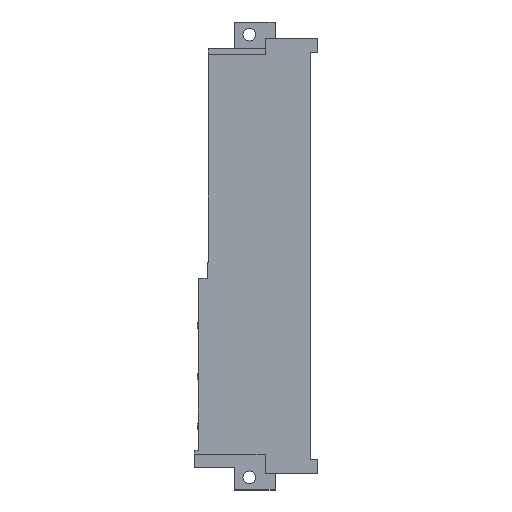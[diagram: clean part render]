
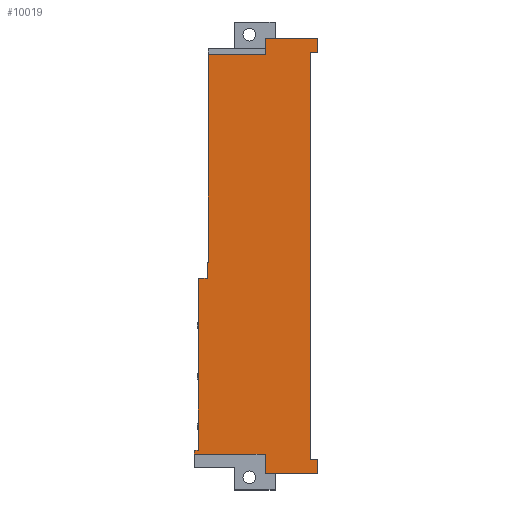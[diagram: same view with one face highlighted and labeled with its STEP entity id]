
A CAD part, top view. The second image highlights one B-rep face of the part: STEP entity #10019.
In plain terms, the highlighted planar face has unit normal (0, 0, 1).
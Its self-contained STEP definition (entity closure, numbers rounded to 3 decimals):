
#7280=CARTESIAN_POINT('',(10.77,3.62,11.22));
#7281=VERTEX_POINT('',#7280);
#7282=CARTESIAN_POINT('',(-0.68,3.62,11.22));
#7283=VERTEX_POINT('',#7282);
#7284=CARTESIAN_POINT('',(10.77,3.62,11.22));
#7285=DIRECTION('',(-1.0,0.0,0.0));
#7286=VECTOR('',#7285,11.45);
#7287=LINE('',#7284,#7286);
#7288=EDGE_CURVE('',#7281,#7283,#7287,.T.);
#7330=CARTESIAN_POINT('',(-0.83,-38.1,11.22));
#7331=VERTEX_POINT('',#7330);
#7338=CARTESIAN_POINT('',(-0.68,-38.1,11.22));
#7339=VERTEX_POINT('',#7338);
#7340=CARTESIAN_POINT('',(-0.83,-38.1,11.22));
#7341=DIRECTION('',(1.0,0.0,0.0));
#7342=VECTOR('',#7341,0.15);
#7343=LINE('',#7340,#7342);
#7344=EDGE_CURVE('',#7331,#7339,#7343,.T.);
#7383=CARTESIAN_POINT('',(-0.68,-38.1,11.22));
#7384=DIRECTION('',(0.0,1.0,0.0));
#7385=VECTOR('',#7384,41.72);
#7386=LINE('',#7383,#7385);
#7387=EDGE_CURVE('',#7339,#7283,#7386,.T.);
#8630=CARTESIAN_POINT('',(10.77,-76.63,11.22));
#8631=VERTEX_POINT('',#8630);
#8638=CARTESIAN_POINT('',(-3.43,-76.63,11.22));
#8639=VERTEX_POINT('',#8638);
#8640=CARTESIAN_POINT('',(-3.43,-76.63,11.22));
#8641=DIRECTION('',(1.0,0.0,0.0));
#8642=VECTOR('',#8641,14.2);
#8643=LINE('',#8640,#8642);
#8644=EDGE_CURVE('',#8639,#8631,#8643,.T.);
#8662=CARTESIAN_POINT('',(10.77,-80.53,11.22));
#8663=VERTEX_POINT('',#8662);
#8670=CARTESIAN_POINT('',(10.77,-76.63,11.22));
#8671=DIRECTION('',(0.0,-1.0,0.0));
#8672=VECTOR('',#8671,3.9);
#8673=LINE('',#8670,#8672);
#8674=EDGE_CURVE('',#8631,#8663,#8673,.T.);
#8760=CARTESIAN_POINT('',(21.32,-80.53,11.22));
#8761=VERTEX_POINT('',#8760);
#8768=CARTESIAN_POINT('',(21.32,-80.53,11.22));
#8769=DIRECTION('',(-1.0,0.0,0.0));
#8770=VECTOR('',#8769,10.55);
#8771=LINE('',#8768,#8770);
#8772=EDGE_CURVE('',#8761,#8663,#8771,.T.);
#8792=CARTESIAN_POINT('',(21.32,3.97,11.22));
#8793=VERTEX_POINT('',#8792);
#8800=CARTESIAN_POINT('',(19.82,3.97,11.22));
#8801=VERTEX_POINT('',#8800);
#8802=CARTESIAN_POINT('',(21.32,3.97,11.22));
#8803=DIRECTION('',(-1.0,0.0,0.0));
#8804=VECTOR('',#8803,1.5);
#8805=LINE('',#8802,#8804);
#8806=EDGE_CURVE('',#8793,#8801,#8805,.T.);
#8831=CARTESIAN_POINT('',(19.82,-77.63,11.22));
#8832=VERTEX_POINT('',#8831);
#8833=CARTESIAN_POINT('',(19.82,3.97,11.22));
#8834=DIRECTION('',(0.0,-1.0,0.0));
#8835=VECTOR('',#8834,81.6);
#8836=LINE('',#8833,#8835);
#8837=EDGE_CURVE('',#8801,#8832,#8836,.T.);
#8862=CARTESIAN_POINT('',(21.32,-77.63,11.22));
#8863=VERTEX_POINT('',#8862);
#8864=CARTESIAN_POINT('',(19.82,-77.63,11.22));
#8865=DIRECTION('',(1.0,0.0,0.0));
#8866=VECTOR('',#8865,1.5);
#8867=LINE('',#8864,#8866);
#8868=EDGE_CURVE('',#8832,#8863,#8867,.T.);
#8893=CARTESIAN_POINT('',(21.32,-77.63,11.22));
#8894=DIRECTION('',(0.0,-1.0,0.0));
#8895=VECTOR('',#8894,2.9);
#8896=LINE('',#8893,#8895);
#8897=EDGE_CURVE('',#8863,#8761,#8896,.T.);
#9882=CARTESIAN_POINT('',(21.32,6.87,11.22));
#9883=VERTEX_POINT('',#9882);
#9890=CARTESIAN_POINT('',(21.32,6.87,11.22));
#9891=DIRECTION('',(0.0,-1.0,0.0));
#9892=VECTOR('',#9891,2.9);
#9893=LINE('',#9890,#9892);
#9894=EDGE_CURVE('',#9883,#8793,#9893,.T.);
#9905=CARTESIAN_POINT('',(10.77,6.87,11.22));
#9906=VERTEX_POINT('',#9905);
#9913=CARTESIAN_POINT('',(10.77,6.87,11.22));
#9914=DIRECTION('',(1.0,0.0,0.0));
#9915=VECTOR('',#9914,10.55);
#9916=LINE('',#9913,#9915);
#9917=EDGE_CURVE('',#9906,#9883,#9916,.T.);
#9952=CARTESIAN_POINT('',(10.77,6.87,11.22));
#9953=DIRECTION('',(0.0,-1.0,0.0));
#9954=VECTOR('',#9953,3.25);
#9955=LINE('',#9952,#9954);
#9956=EDGE_CURVE('',#9906,#7281,#9955,.T.);
#9961=CARTESIAN_POINT('',(-4.667,-36.83,11.22));
#9962=DIRECTION('',(0.0,0.0,1.0));
#9963=DIRECTION('',(0.0,1.0,0.0));
#9964=AXIS2_PLACEMENT_3D('',#9961,#9962,#9963);
#9965=PLANE('',#9964);
#9966=ORIENTED_EDGE('',*,*,#9956,.T.);
#9967=ORIENTED_EDGE('',*,*,#7288,.T.);
#9968=ORIENTED_EDGE('',*,*,#7387,.F.);
#9969=ORIENTED_EDGE('',*,*,#7344,.F.);
#9970=CARTESIAN_POINT('',(-0.83,-41.345,11.22));
#9971=VERTEX_POINT('',#9970);
#9972=CARTESIAN_POINT('',(-0.83,-41.345,11.22));
#9973=DIRECTION('',(0.0,1.0,0.0));
#9974=VECTOR('',#9973,3.245);
#9975=LINE('',#9972,#9974);
#9976=EDGE_CURVE('',#9971,#7331,#9975,.T.);
#9977=ORIENTED_EDGE('',*,*,#9976,.F.);
#9978=CARTESIAN_POINT('',(-2.63,-41.345,11.22));
#9979=VERTEX_POINT('',#9978);
#9980=CARTESIAN_POINT('',(-2.63,-41.345,11.22));
#9981=DIRECTION('',(1.0,0.0,0.0));
#9982=VECTOR('',#9981,1.8);
#9983=LINE('',#9980,#9982);
#9984=EDGE_CURVE('',#9979,#9971,#9983,.T.);
#9985=ORIENTED_EDGE('',*,*,#9984,.F.);
#9986=CARTESIAN_POINT('',(-2.63,-75.83,11.22));
#9987=VERTEX_POINT('',#9986);
#9988=CARTESIAN_POINT('',(-2.63,-75.83,11.22));
#9989=DIRECTION('',(0.0,1.0,0.0));
#9990=VECTOR('',#9989,34.485);
#9991=LINE('',#9988,#9990);
#9992=EDGE_CURVE('',#9987,#9979,#9991,.T.);
#9993=ORIENTED_EDGE('',*,*,#9992,.F.);
#9994=CARTESIAN_POINT('',(-3.43,-75.83,11.22));
#9995=VERTEX_POINT('',#9994);
#9996=CARTESIAN_POINT('',(-3.43,-75.83,11.22));
#9997=DIRECTION('',(1.0,0.0,0.0));
#9998=VECTOR('',#9997,0.8);
#9999=LINE('',#9996,#9998);
#10000=EDGE_CURVE('',#9995,#9987,#9999,.T.);
#10001=ORIENTED_EDGE('',*,*,#10000,.F.);
#10002=CARTESIAN_POINT('',(-3.43,-76.63,11.22));
#10003=DIRECTION('',(0.0,1.0,0.0));
#10004=VECTOR('',#10003,0.8);
#10005=LINE('',#10002,#10004);
#10006=EDGE_CURVE('',#8639,#9995,#10005,.T.);
#10007=ORIENTED_EDGE('',*,*,#10006,.F.);
#10008=ORIENTED_EDGE('',*,*,#8644,.T.);
#10009=ORIENTED_EDGE('',*,*,#8674,.T.);
#10010=ORIENTED_EDGE('',*,*,#8772,.F.);
#10011=ORIENTED_EDGE('',*,*,#8897,.F.);
#10012=ORIENTED_EDGE('',*,*,#8868,.F.);
#10013=ORIENTED_EDGE('',*,*,#8837,.F.);
#10014=ORIENTED_EDGE('',*,*,#8806,.F.);
#10015=ORIENTED_EDGE('',*,*,#9894,.F.);
#10016=ORIENTED_EDGE('',*,*,#9917,.F.);
#10017=EDGE_LOOP('',(#9966,#9967,#9968,#9969,#9977,#9985,#9993,#10001,#10007,#10008,#10009,#10010,#10011,#10012,#10013,#10014,#10015,#10016));
#10018=FACE_OUTER_BOUND('',#10017,.T.);
#10019=ADVANCED_FACE('',(#10018),#9965,.T.);
